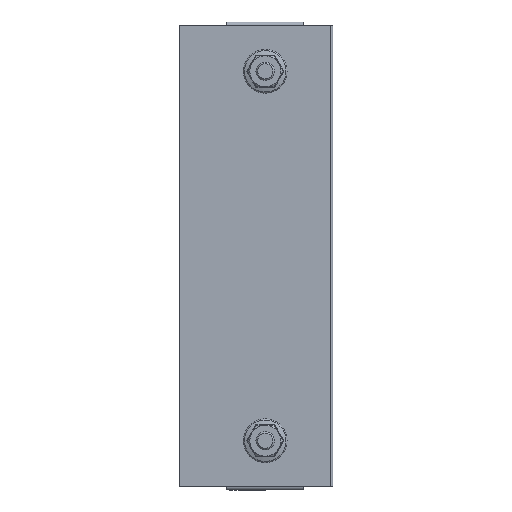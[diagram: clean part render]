
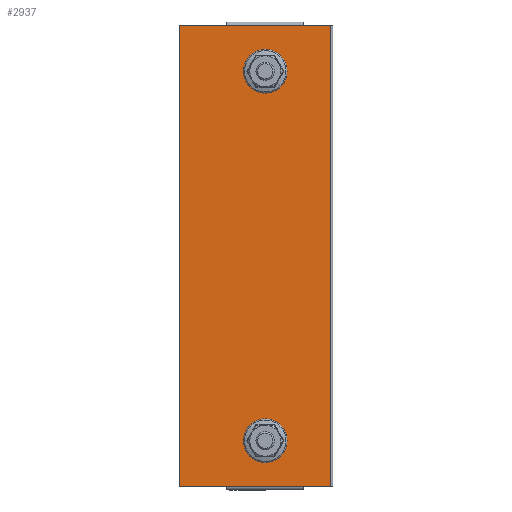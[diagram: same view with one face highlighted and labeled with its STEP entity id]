
A CAD part, left-side view. The second image highlights one B-rep face of the part: STEP entity #2937.
In plain terms, the highlighted planar face has unit normal (-1, 0, 0).
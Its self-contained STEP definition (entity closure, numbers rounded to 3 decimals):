
#7 = CARTESIAN_POINT ( 'NONE',  ( 0., 18.429, 63.5 ) ) ;
#16 = CARTESIAN_POINT ( 'NONE',  ( 0., 25.571, -63.5 ) ) ;
#19 = CARTESIAN_POINT ( 'NONE',  ( 0., 0.8, 75. ) ) ;
#25 = CARTESIAN_POINT ( 'NONE',  ( 0., 25.571, 63.5 ) ) ;
#44 = AXIS2_PLACEMENT_3D ( 'NONE', #1379, #1380, #1381 ) ;
#45 = AXIS2_PLACEMENT_3D ( 'NONE', #1384, #1385, #1386 ) ;
#46 = AXIS2_PLACEMENT_3D ( 'NONE', #1389, #1390, #1391 ) ;
#107 = AXIS2_PLACEMENT_3D ( 'NONE', #2472, #2466, #2476 ) ;
#606 = VERTEX_POINT ( 'NONE', #1191 ) ;
#609 = CARTESIAN_POINT ( 'NONE',  ( 0., 18.429, -63.5 ) ) ;
#886 = ORIENTED_EDGE ( 'NONE', *, *, #2270, .F. ) ;
#887 = ORIENTED_EDGE ( 'NONE', *, *, #1288, .F. ) ;
#889 = ORIENTED_EDGE ( 'NONE', *, *, #2271, .T. ) ;
#890 = ORIENTED_EDGE ( 'NONE', *, *, #2268, .F. ) ;
#891 = ORIENTED_EDGE ( 'NONE', *, *, #2269, .F. ) ;
#894 = ORIENTED_EDGE ( 'NONE', *, *, #1320, .T. ) ;
#984 = ORIENTED_EDGE ( 'NONE', *, *, #1322, .F. ) ;
#1093 = ORIENTED_EDGE ( 'NONE', *, *, #1323, .F. ) ;
#1097 = ORIENTED_EDGE ( 'NONE', *, *, #1321, .F. ) ;
#1101 = ORIENTED_EDGE ( 'NONE', *, *, #2267, .F. ) ;
#1191 = CARTESIAN_POINT ( 'NONE',  ( 0., 25.571, -56.5 ) ) ;
#1288 = EDGE_CURVE ( 'NONE', #2158, #2196, #3335, .T. ) ;
#1320 = EDGE_CURVE ( 'NONE', #2158, #2124, #3391, .T. ) ;
#1321 = EDGE_CURVE ( 'NONE', #2164, #2116, #3385, .T. ) ;
#1322 = EDGE_CURVE ( 'NONE', #2191, #2164, #3395, .T. ) ;
#1323 = EDGE_CURVE ( 'NONE', #2202, #2191, #3397, .T. ) ;
#1354 = AXIS2_PLACEMENT_3D ( 'NONE', #3016, #3015, #3013 ) ;
#1372 = CARTESIAN_POINT ( 'NONE',  ( 0., 25.571, -63.5 ) ) ;
#1373 = DIRECTION ( 'NONE',  ( 0., -1., 0. ) ) ;
#1377 = CARTESIAN_POINT ( 'NONE',  ( 0., 18.429, -56.5 ) ) ;
#1378 = DIRECTION ( 'NONE',  ( 0., 1., 0. ) ) ;
#1379 = CARTESIAN_POINT ( 'NONE',  ( 0., 22., 60. ) ) ;
#1380 = DIRECTION ( 'NONE',  ( -1., 0., 0. ) ) ;
#1381 = DIRECTION ( 'NONE',  ( 0., 0., 1. ) ) ;
#1382 = CARTESIAN_POINT ( 'NONE',  ( 0., 0., -75. ) ) ;
#1383 = DIRECTION ( 'NONE',  ( 0., -1., 0. ) ) ;
#1384 = CARTESIAN_POINT ( 'NONE',  ( 0., 22., -60. ) ) ;
#1385 = DIRECTION ( 'NONE',  ( -1., 0., 0. ) ) ;
#1386 = DIRECTION ( 'NONE',  ( 0., 0., 1. ) ) ;
#1389 = CARTESIAN_POINT ( 'NONE',  ( 0., 22., -60. ) ) ;
#1390 = DIRECTION ( 'NONE',  ( -1., 0., 0. ) ) ;
#1391 = DIRECTION ( 'NONE',  ( 0., 0., 1. ) ) ;
#1392 = CARTESIAN_POINT ( 'NONE',  ( 0., 0.8, 75. ) ) ;
#1393 = DIRECTION ( 'NONE',  ( 0., 0., -1. ) ) ;
#1487 = CARTESIAN_POINT ( 'NONE',  ( 0., 0.8, -75. ) ) ;
#1617 = CARTESIAN_POINT ( 'NONE',  ( 0., 25.571, 56.5 ) ) ;
#1620 = CARTESIAN_POINT ( 'NONE',  ( 0., 50., 75. ) ) ;
#1758 = CARTESIAN_POINT ( 'NONE',  ( 0., 18.429, -56.5 ) ) ;
#1805 = EDGE_LOOP ( 'NONE', ( #889, #3178, #887, #894 ) ) ;
#1808 = EDGE_LOOP ( 'NONE', ( #1101, #890, #891, #886 ) ) ;
#1809 = EDGE_LOOP ( 'NONE', ( #1097, #984, #1093, #3224 ) ) ;
#1873 = CIRCLE ( 'NONE', #44, 5. ) ;
#1874 = LINE ( 'NONE', #1372, #1876 ) ;
#1875 = CIRCLE ( 'NONE', #45, 5. ) ;
#1876 = VECTOR ( 'NONE', #1373, 1000. ) ;
#1877 = LINE ( 'NONE', #1377, #1879 ) ;
#1878 = CIRCLE ( 'NONE', #46, 5. ) ;
#1879 = VECTOR ( 'NONE', #1378, 1000. ) ;
#1880 = LINE ( 'NONE', #1382, #1882 ) ;
#1881 = LINE ( 'NONE', #1392, #1884 ) ;
#1882 = VECTOR ( 'NONE', #1383, 1000. ) ;
#1884 = VECTOR ( 'NONE', #1393, 1000. ) ;
#2035 = FACE_BOUND ( 'NONE', #1809, .T. ) ;
#2036 = FACE_OUTER_BOUND ( 'NONE', #1805, .T. ) ;
#2038 = FACE_BOUND ( 'NONE', #1808, .T. ) ;
#2116 = VERTEX_POINT ( 'NONE', #2998 ) ;
#2124 = VERTEX_POINT ( 'NONE', #2987 ) ;
#2136 = VERTEX_POINT ( 'NONE', #1758 ) ;
#2158 = VERTEX_POINT ( 'NONE', #1620 ) ;
#2164 = VERTEX_POINT ( 'NONE', #1617 ) ;
#2172 = VERTEX_POINT ( 'NONE', #609 ) ;
#2191 = VERTEX_POINT ( 'NONE', #25 ) ;
#2196 = VERTEX_POINT ( 'NONE', #19 ) ;
#2198 = VERTEX_POINT ( 'NONE', #16 ) ;
#2202 = VERTEX_POINT ( 'NONE', #7 ) ;
#2266 = EDGE_CURVE ( 'NONE', #2116, #2202, #1873, .T. ) ;
#2267 = EDGE_CURVE ( 'NONE', #2198, #2172, #1874, .T. ) ;
#2268 = EDGE_CURVE ( 'NONE', #606, #2198, #1875, .T. ) ;
#2269 = EDGE_CURVE ( 'NONE', #2136, #606, #1877, .T. ) ;
#2270 = EDGE_CURVE ( 'NONE', #2172, #2136, #1878, .T. ) ;
#2271 = EDGE_CURVE ( 'NONE', #2124, #2729, #1880, .T. ) ;
#2272 = EDGE_CURVE ( 'NONE', #2196, #2729, #1881, .T. ) ;
#2466 = DIRECTION ( 'NONE',  ( 1., 0., 0. ) ) ;
#2472 = CARTESIAN_POINT ( 'NONE',  ( 0., 0., 75. ) ) ;
#2474 = PLANE ( 'NONE',  #107 ) ;
#2476 = DIRECTION ( 'NONE',  ( 0., 0., -1. ) ) ;
#2729 = VERTEX_POINT ( 'NONE', #1487 ) ;
#2937 = ADVANCED_FACE ( 'NONE', ( #2035, #2038, #2036 ), #2474, .F. ) ;
#2987 = CARTESIAN_POINT ( 'NONE',  ( 0., 50., -75. ) ) ;
#2998 = CARTESIAN_POINT ( 'NONE',  ( 0., 18.429, 56.5 ) ) ;
#3013 = DIRECTION ( 'NONE',  ( 0., 0., 1. ) ) ;
#3015 = DIRECTION ( 'NONE',  ( -1., 0., 0. ) ) ;
#3016 = CARTESIAN_POINT ( 'NONE',  ( 0., 22., 60. ) ) ;
#3021 = DIRECTION ( 'NONE',  ( 0., -1., 0. ) ) ;
#3022 = DIRECTION ( 'NONE',  ( 0., 0., -1. ) ) ;
#3023 = CARTESIAN_POINT ( 'NONE',  ( 0., 25.571, 63.5 ) ) ;
#3025 = CARTESIAN_POINT ( 'NONE',  ( 0., 50., 75. ) ) ;
#3033 = DIRECTION ( 'NONE',  ( 0., 1., 0. ) ) ;
#3042 = CARTESIAN_POINT ( 'NONE',  ( 0., 18.429, 56.5 ) ) ;
#3103 = DIRECTION ( 'NONE',  ( 0., -1., 0. ) ) ;
#3108 = CARTESIAN_POINT ( 'NONE',  ( 0., 0., 75. ) ) ;
#3178 = ORIENTED_EDGE ( 'NONE', *, *, #2272, .F. ) ;
#3224 = ORIENTED_EDGE ( 'NONE', *, *, #2266, .F. ) ;
#3335 = LINE ( 'NONE', #3108, #3340 ) ;
#3340 = VECTOR ( 'NONE', #3103, 1000. ) ;
#3385 = LINE ( 'NONE', #3042, #3396 ) ;
#3391 = LINE ( 'NONE', #3025, #3394 ) ;
#3394 = VECTOR ( 'NONE', #3022, 1000. ) ;
#3395 = CIRCLE ( 'NONE', #1354, 5. ) ;
#3396 = VECTOR ( 'NONE', #3021, 1000. ) ;
#3397 = LINE ( 'NONE', #3023, #3399 ) ;
#3399 = VECTOR ( 'NONE', #3033, 1000. ) ;
